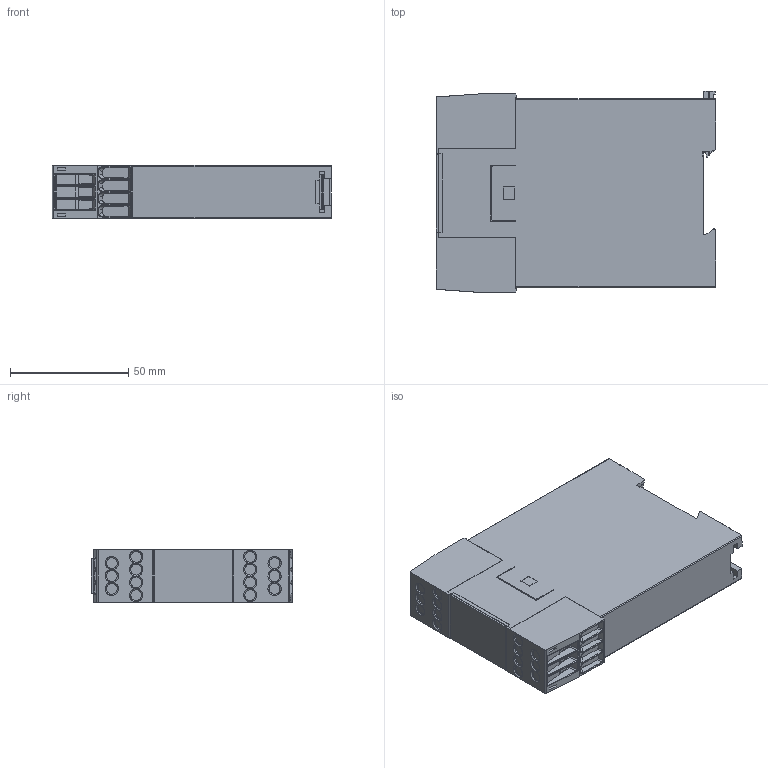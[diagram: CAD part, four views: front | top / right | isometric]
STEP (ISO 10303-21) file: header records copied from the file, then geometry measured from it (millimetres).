
FILE_DESCRIPTION (( 'STEP AP214' ), '1' );
FILE_NAME ('BG5933-22-61-24.STEP', '2018-05-11T14:57:23', ( '' ), ( '' ), 'SwSTEP 2.0', 'SolidWorks 2017', '' );
FILE_SCHEMA (( 'AUTOMOTIVE_DESIGN' ));
Length unit declared in the file: inch
Products named in the file (1): BG5933-22-61-24
Bounding box: 118.3 x 85 x 22.6 mm (x, y, z)
Volume: 206627.1 mm3; surface area: 31746.3 mm2
Topology: 1 solids, 1 shells, 750 faces, 1970 edges, 1272 vertices
Faces by surface type: plane 468, cylinder 182, bspline 96, cone 4
Full cylindrical faces by diameter (mm): 2.2 x1, 4.6 x14, 5.6 x1
Entity records: 27758 total; most frequent: CARTESIAN_POINT 10622, ORIENTED_EDGE 3826, DIRECTION 2972, EDGE_CURVE 1913, VECTOR 1360, LINE 1360, VERTEX_POINT 1245, EDGE_LOOP 834
